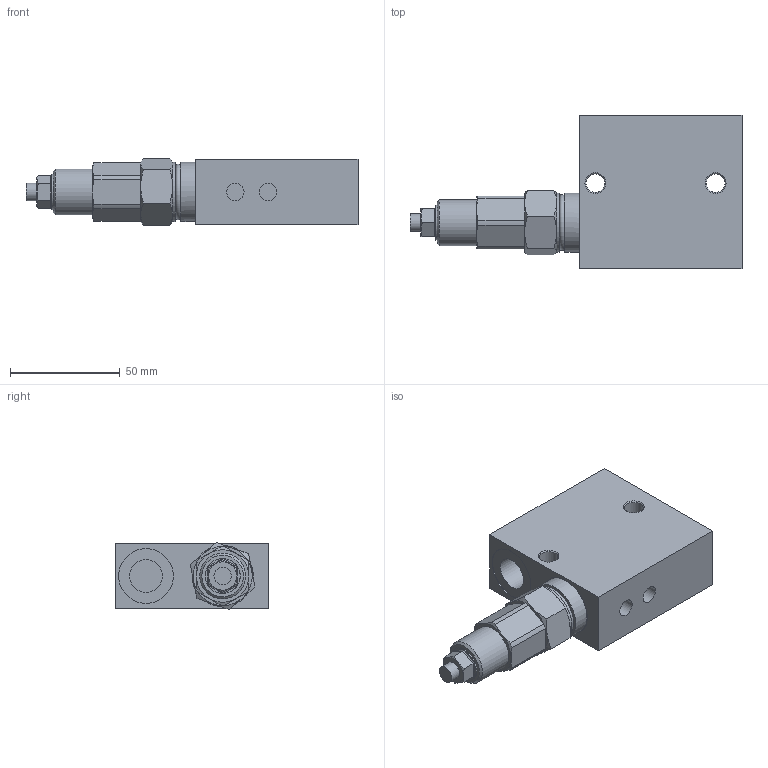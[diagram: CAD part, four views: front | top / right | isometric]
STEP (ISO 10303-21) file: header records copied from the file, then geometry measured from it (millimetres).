
FILE_DESCRIPTION(/* description */ ('Unknown'),/* implementation_level */ '2;1');
FILE_NAME(/* name */ 'V0642',/* time_stamp */ '2017-08-30T17:26:01+02:00',/* author */ ('Unknown'),/* organization */ ('Unknown'),/* preprocessor_version */ 'ST-DEVELOPER v16.7',/* originating_system */ 'DEX',/* authorisation */ $);
FILE_SCHEMA (('AUTOMOTIVE_DESIGN {1 0 10303 214 3 1 1}'));
Length unit declared in the file: millimetre
Products named in the file (1): V0642
Bounding box: 151.6 x 70 x 30.61 mm (x, y, z)
Volume: 175598 mm3; surface area: 29598.1 mm2
Topology: 1 solids, 2 shells, 100 faces, 217 edges, 135 vertices
Faces by surface type: plane 46, cylinder 27, cone 24, torus 3
Full cylindrical faces by diameter (mm): 8 x3, 8.5 x2, 14.95 x2, 16 x2, 21 x1, 25 x2, 27 x2, 28 x1
Entity records: 3245 total; most frequent: CARTESIAN_POINT 539, DIRECTION 416, ORIENTED_EDGE 376, EDGE_CURVE 188, AXIS2_PLACEMENT_3D 181, EDGE_LOOP 142, FACE_BOUND 142, VERTEX_POINT 130
